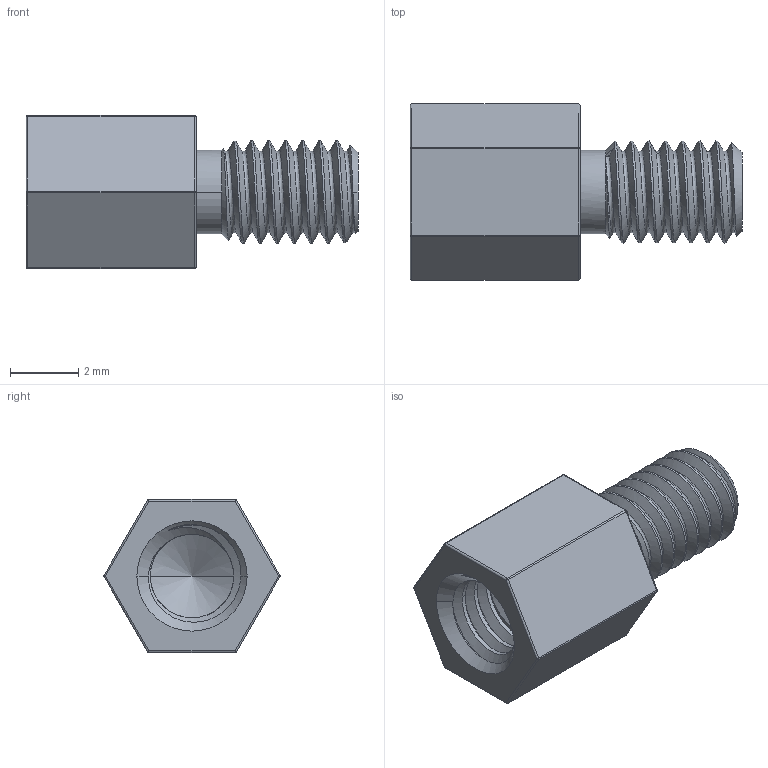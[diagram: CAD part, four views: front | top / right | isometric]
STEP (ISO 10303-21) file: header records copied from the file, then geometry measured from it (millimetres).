
FILE_DESCRIPTION((''),'2;1');
FILE_NAME('MALE_FEMALE_STANDOFF','2018-12-31T',('SYSTEM'),(''),'PRO/ENGINEER BY PARAMETRIC TECHNOLOGY CORPORATION, 2016360','PRO/ENGINEER BY PARAMETRIC TECHNOLOGY CORPORATION, 2016360','');
FILE_SCHEMA(('AUTOMOTIVE_DESIGN { 1 0 10303 214 1 1 1 1 }'));
Length unit declared in the file: millimetre
Products named in the file (1): MALE_FEMALE_STANDOFF
Bounding box: 9.76 x 5.18 x 4.5 mm (x, y, z)
Volume: 101.9 mm3; surface area: 196.7 mm2
Topology: 1 solids, 1 shells, 84 faces, 196 edges, 115 vertices
Faces by surface type: cylinder 39, bspline 15, sphere 12, plane 11, cone 7
Entity records: 6849 total; most frequent: CARTESIAN_POINT 4258, ORIENTED_EDGE 388, DIRECTION 310, PRESENTATION_STYLE_ASSIGNMENT 195, STYLED_ITEM 195, CURVE_STYLE 194, EDGE_CURVE 194, AXIS2_PLACEMENT_3D 120
